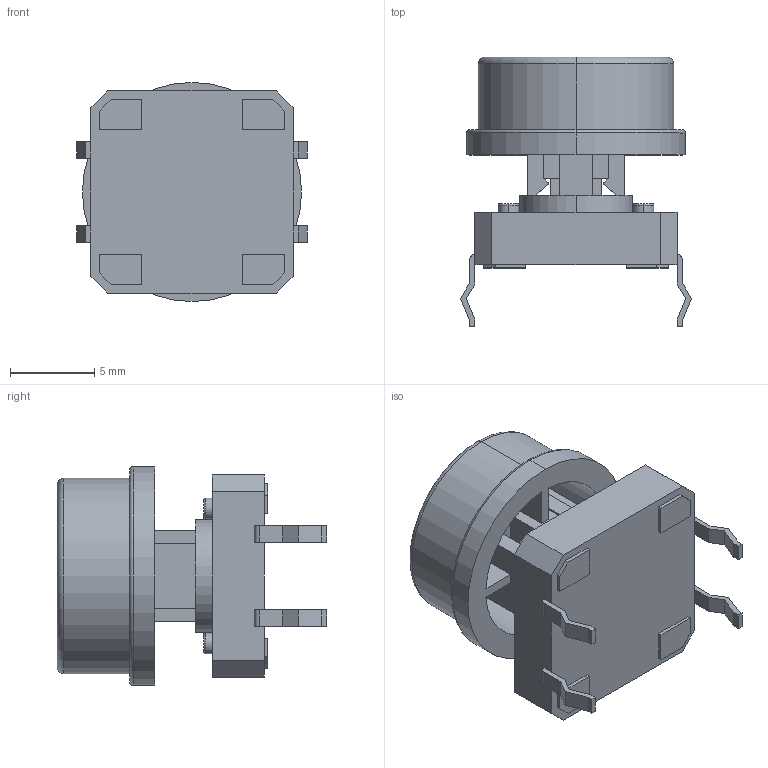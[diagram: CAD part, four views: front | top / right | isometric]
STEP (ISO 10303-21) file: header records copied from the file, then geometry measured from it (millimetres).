
FILE_DESCRIPTION(('FreeCAD Model'),'2;1');
FILE_NAME('Open CASCADE Shape Model','2025-02-05T09:21:05',(''),(''), 'Open CASCADE STEP processor 7.6','FreeCAD','Unknown');
FILE_SCHEMA(('AUTOMOTIVE_DESIGN { 1 0 10303 214 1 1 1 1 }'));
Length unit declared in the file: millimetre
Products named in the file (10): Unnamed; 12mm Push Button Cap; 12mm Push Button007; 12mm Push Button; 12mm Push Button001; 12mm Push Button002; 12mm Push Button003; 12mm Push Button004; 12mm Push Button005; 12mm Push Button006
Assembly tree (9 placements, depth 3):
  Unnamed
    12mm Push Button Cap
    12mm Push Button007
      12mm Push Button
      12mm Push Button001
      12mm Push Button002
      12mm Push Button003
      12mm Push Button004
      12mm Push Button005
      12mm Push Button006
Bounding box: 13.7 x 16 x 13 mm (x, y, z)
Volume: 894.5 mm3; surface area: 1728.4 mm2
Topology: 8 solids, 8 shells, 187 faces, 459 edges, 302 vertices
Faces by surface type: plane 146, cylinder 29, torus 12
Entity records: 6035 total; most frequent: CARTESIAN_POINT 958, DIRECTION 935, ORIENTED_EDGE 918, EDGE_CURVE 459, LINE 377, VECTOR 377, VERTEX_POINT 302, AXIS2_PLACEMENT_3D 279
